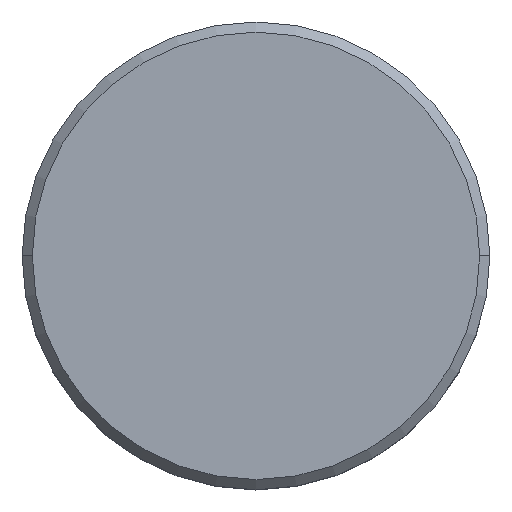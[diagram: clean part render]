
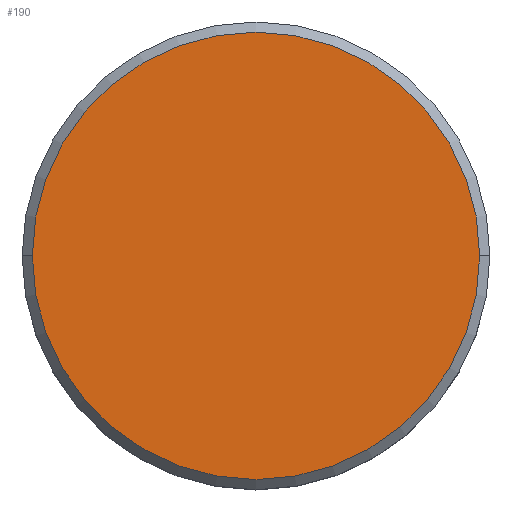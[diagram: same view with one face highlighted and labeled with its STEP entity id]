
A CAD part, top view. The second image highlights one B-rep face of the part: STEP entity #190.
In plain terms, the highlighted planar face has unit normal (0, 0, 1).
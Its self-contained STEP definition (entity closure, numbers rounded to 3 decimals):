
#17 = AXIS2_PLACEMENT_3D ( 'NONE', #109, #175, #354 ) ;
#18 = DIRECTION ( 'NONE',  ( 1., 0., 0. ) ) ;
#38 = EDGE_LOOP ( 'NONE', ( #455, #381 ) ) ;
#109 = CARTESIAN_POINT ( 'NONE',  ( 0., 0., 0. ) ) ;
#142 = VERTEX_POINT ( 'NONE', #202 ) ;
#150 = EDGE_CURVE ( 'NONE', #270, #142, #434, .T. ) ;
#175 = DIRECTION ( 'NONE',  ( 0., 0., 1. ) ) ;
#190 = ADVANCED_FACE ( 'NONE', ( #574 ), #387, .T. ) ;
#202 = CARTESIAN_POINT ( 'NONE',  ( -11., 0., 0. ) ) ;
#236 = EDGE_CURVE ( 'NONE', #142, #270, #362, .T. ) ;
#270 = VERTEX_POINT ( 'NONE', #320 ) ;
#286 = CARTESIAN_POINT ( 'NONE',  ( 0., 0., 0. ) ) ;
#288 = AXIS2_PLACEMENT_3D ( 'NONE', #523, #519, #475 ) ;
#320 = CARTESIAN_POINT ( 'NONE',  ( 11., 0., 0. ) ) ;
#337 = DIRECTION ( 'NONE',  ( 0., 0., 1. ) ) ;
#354 = DIRECTION ( 'NONE',  ( 1., 0., 0. ) ) ;
#362 = CIRCLE ( 'NONE', #17, 11. ) ;
#381 = ORIENTED_EDGE ( 'NONE', *, *, #150, .T. ) ;
#387 = PLANE ( 'NONE',  #288 ) ;
#434 = CIRCLE ( 'NONE', #466, 11. ) ;
#455 = ORIENTED_EDGE ( 'NONE', *, *, #236, .T. ) ;
#466 = AXIS2_PLACEMENT_3D ( 'NONE', #286, #337, #18 ) ;
#475 = DIRECTION ( 'NONE',  ( 1., 0., 0. ) ) ;
#519 = DIRECTION ( 'NONE',  ( 0., 0., 1. ) ) ;
#523 = CARTESIAN_POINT ( 'NONE',  ( 0., 0., 0. ) ) ;
#574 = FACE_OUTER_BOUND ( 'NONE', #38, .T. ) ;
